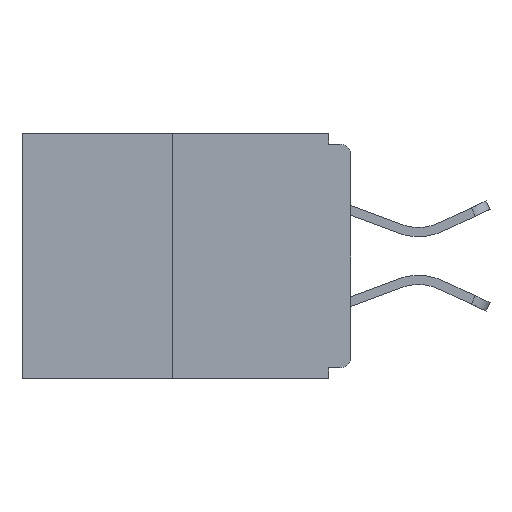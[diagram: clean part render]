
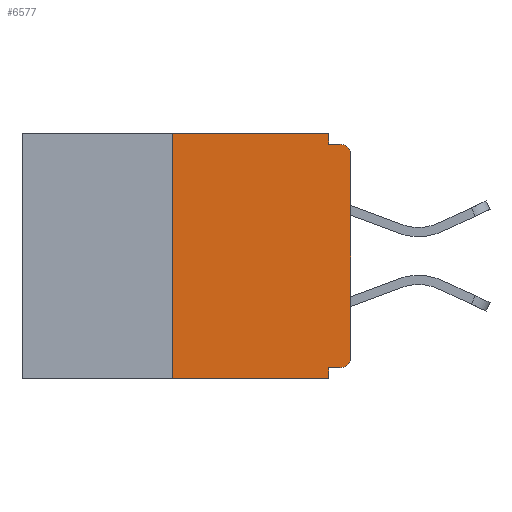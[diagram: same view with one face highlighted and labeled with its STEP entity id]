
A CAD part, left-side view. The second image highlights one B-rep face of the part: STEP entity #6577.
In plain terms, the highlighted planar face has unit normal (-1, 0, 0).
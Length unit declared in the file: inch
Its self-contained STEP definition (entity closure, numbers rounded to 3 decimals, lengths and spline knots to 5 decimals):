
#179 = LINE ( 'NONE', #5216, #7792 ) ;
#617 = EDGE_CURVE ( 'NONE', #8134, #3038, #13848, .T. ) ;
#643 = ORIENTED_EDGE ( 'NONE', *, *, #6180, .F. ) ;
#898 = ORIENTED_EDGE ( 'NONE', *, *, #617, .T. ) ;
#914 = AXIS2_PLACEMENT_3D ( 'NONE', #15848, #1037, #2287 ) ;
#931 = CARTESIAN_POINT ( 'NONE',  ( 0., 0., 0. ) ) ;
#951 = CARTESIAN_POINT ( 'NONE',  ( 0., 0.25, 0. ) ) ;
#1025 = VECTOR ( 'NONE', #13507, 39.37008 ) ;
#1037 = DIRECTION ( 'NONE',  ( -1., 0., 0. ) ) ;
#1119 = EDGE_CURVE ( 'NONE', #12026, #13731, #7682, .T. ) ;
#1383 = CARTESIAN_POINT ( 'NONE',  ( 0., 0.46, 0. ) ) ;
#1686 = CARTESIAN_POINT ( 'NONE',  ( 0., 0., -0.03 ) ) ;
#1749 = EDGE_CURVE ( 'NONE', #10556, #3038, #5124, .T. ) ;
#2287 = DIRECTION ( 'NONE',  ( 0., 0., -1. ) ) ;
#2305 = ORIENTED_EDGE ( 'NONE', *, *, #10980, .F. ) ;
#2753 = PLANE ( 'NONE',  #15732 ) ;
#3038 = VERTEX_POINT ( 'NONE', #10618 ) ;
#3489 = CARTESIAN_POINT ( 'NONE',  ( 0., 0., -0.313 ) ) ;
#3842 = DIRECTION ( 'NONE',  ( 0., 0., -1. ) ) ;
#3979 = DIRECTION ( 'NONE',  ( 1., 0., 0. ) ) ;
#4224 = CARTESIAN_POINT ( 'NONE',  ( 0., 0.031, -0.328 ) ) ;
#4615 = VERTEX_POINT ( 'NONE', #13289 ) ;
#4733 = ORIENTED_EDGE ( 'NONE', *, *, #5083, .F. ) ;
#5083 = EDGE_CURVE ( 'NONE', #12026, #6378, #12425, .T. ) ;
#5124 = LINE ( 'NONE', #13735, #10429 ) ;
#5216 = CARTESIAN_POINT ( 'NONE',  ( 0., 0., -0.328 ) ) ;
#5368 = VECTOR ( 'NONE', #6136, 39.37008 ) ;
#5391 = FACE_OUTER_BOUND ( 'NONE', #10276, .T. ) ;
#5414 = LINE ( 'NONE', #1383, #14328 ) ;
#5687 = VECTOR ( 'NONE', #11951, 39.37008 ) ;
#5695 = LINE ( 'NONE', #15645, #10740 ) ;
#6136 = DIRECTION ( 'NONE',  ( 0., 0., 1. ) ) ;
#6180 = EDGE_CURVE ( 'NONE', #6378, #12976, #5414, .T. ) ;
#6378 = VERTEX_POINT ( 'NONE', #951 ) ;
#6577 = ADVANCED_FACE ( 'NONE', ( #5391 ), #2753, .F. ) ;
#6595 = DIRECTION ( 'NONE',  ( 0., -1., 0. ) ) ;
#6643 = DIRECTION ( 'NONE',  ( 0., 0., -1. ) ) ;
#6687 = AXIS2_PLACEMENT_3D ( 'NONE', #15109, #13778, #3842 ) ;
#7138 = ORIENTED_EDGE ( 'NONE', *, *, #1749, .F. ) ;
#7351 = ORIENTED_EDGE ( 'NONE', *, *, #12462, .F. ) ;
#7682 = LINE ( 'NONE', #14113, #13090 ) ;
#7730 = EDGE_CURVE ( 'NONE', #4615, #11571, #16199, .T. ) ;
#7792 = VECTOR ( 'NONE', #9028, 39.37008 ) ;
#8134 = VERTEX_POINT ( 'NONE', #1686 ) ;
#8941 = ORIENTED_EDGE ( 'NONE', *, *, #14998, .T. ) ;
#9028 = DIRECTION ( 'NONE',  ( 0., 1., 0. ) ) ;
#9570 = CARTESIAN_POINT ( 'NONE',  ( 0., 0.031, 0. ) ) ;
#10276 = EDGE_LOOP ( 'NONE', ( #643, #4733, #11332, #12670, #2305, #14376, #8941, #898, #7138, #7351 ) ) ;
#10285 = CARTESIAN_POINT ( 'NONE',  ( 0., 0.031, -0.015 ) ) ;
#10429 = VECTOR ( 'NONE', #16299, 39.37008 ) ;
#10556 = VERTEX_POINT ( 'NONE', #10285 ) ;
#10618 = CARTESIAN_POINT ( 'NONE',  ( 0., 0.015, -0.015 ) ) ;
#10740 = VECTOR ( 'NONE', #11911, 39.37008 ) ;
#10980 = EDGE_CURVE ( 'NONE', #4615, #14979, #179, .T. ) ;
#11023 = CARTESIAN_POINT ( 'NONE',  ( 0., 0.25, -0.343 ) ) ;
#11332 = ORIENTED_EDGE ( 'NONE', *, *, #1119, .T. ) ;
#11336 = EDGE_CURVE ( 'NONE', #14979, #13731, #14253, .T. ) ;
#11571 = VERTEX_POINT ( 'NONE', #3489 ) ;
#11911 = DIRECTION ( 'NONE',  ( 0., 0., -1. ) ) ;
#11951 = DIRECTION ( 'NONE',  ( 0., 0., -1. ) ) ;
#12026 = VERTEX_POINT ( 'NONE', #11023 ) ;
#12425 = LINE ( 'NONE', #13659, #5368 ) ;
#12462 = EDGE_CURVE ( 'NONE', #12976, #10556, #5695, .T. ) ;
#12670 = ORIENTED_EDGE ( 'NONE', *, *, #11336, .F. ) ;
#12772 = CARTESIAN_POINT ( 'NONE',  ( 0., 0.46, 0. ) ) ;
#12870 = CARTESIAN_POINT ( 'NONE',  ( 0., 0.031, -0.343 ) ) ;
#12976 = VERTEX_POINT ( 'NONE', #9570 ) ;
#13090 = VECTOR ( 'NONE', #6595, 39.37008 ) ;
#13098 = CARTESIAN_POINT ( 'NONE',  ( 0., 0.031, -0.343 ) ) ;
#13289 = CARTESIAN_POINT ( 'NONE',  ( 0., 0.015, -0.328 ) ) ;
#13507 = DIRECTION ( 'NONE',  ( 0., 0., 1. ) ) ;
#13583 = LINE ( 'NONE', #931, #1025 ) ;
#13659 = CARTESIAN_POINT ( 'NONE',  ( 0., 0.25, 0. ) ) ;
#13731 = VERTEX_POINT ( 'NONE', #13098 ) ;
#13735 = CARTESIAN_POINT ( 'NONE',  ( 0., 0., -0.015 ) ) ;
#13778 = DIRECTION ( 'NONE',  ( -1., 0., 0. ) ) ;
#13848 = CIRCLE ( 'NONE', #914, 0.015 ) ;
#14113 = CARTESIAN_POINT ( 'NONE',  ( 0., 0.46, -0.343 ) ) ;
#14179 = DIRECTION ( 'NONE',  ( 0., -1., 0. ) ) ;
#14253 = LINE ( 'NONE', #12870, #5687 ) ;
#14328 = VECTOR ( 'NONE', #14179, 39.37008 ) ;
#14376 = ORIENTED_EDGE ( 'NONE', *, *, #7730, .T. ) ;
#14979 = VERTEX_POINT ( 'NONE', #4224 ) ;
#14998 = EDGE_CURVE ( 'NONE', #11571, #8134, #13583, .T. ) ;
#15109 = CARTESIAN_POINT ( 'NONE',  ( 0., 0.015, -0.313 ) ) ;
#15645 = CARTESIAN_POINT ( 'NONE',  ( 0., 0.031, 0. ) ) ;
#15732 = AXIS2_PLACEMENT_3D ( 'NONE', #12772, #3979, #6643 ) ;
#15848 = CARTESIAN_POINT ( 'NONE',  ( 0., 0.015, -0.03 ) ) ;
#16199 = CIRCLE ( 'NONE', #6687, 0.015 ) ;
#16299 = DIRECTION ( 'NONE',  ( 0., -1., 0. ) ) ;
